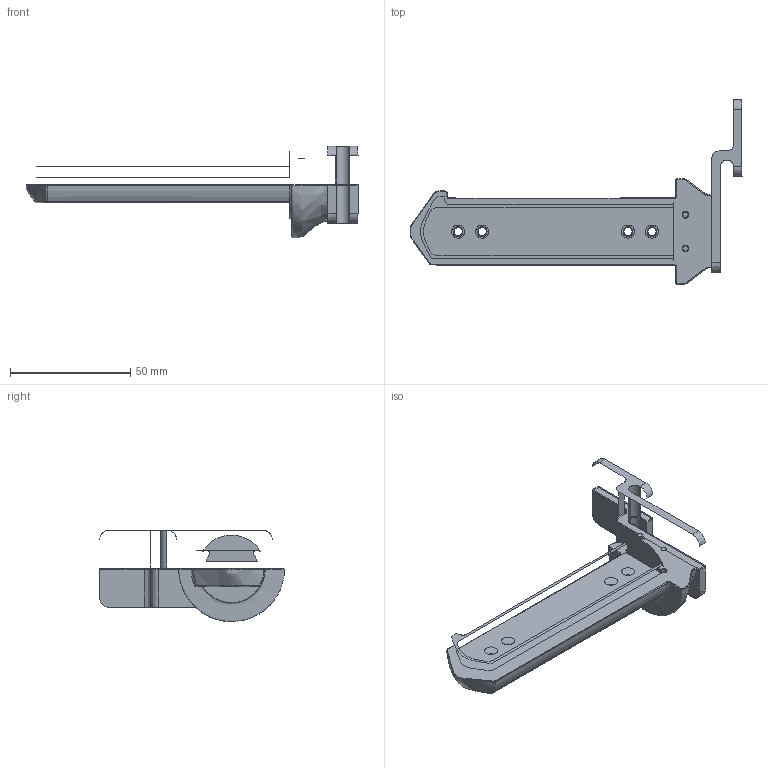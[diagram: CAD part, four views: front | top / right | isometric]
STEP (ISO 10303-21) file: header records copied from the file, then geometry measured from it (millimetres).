
FILE_DESCRIPTION(/* description */ (''),/* implementation_level */ '2;1');
FILE_NAME(/* name */ 'SVOREH~H',/* time_stamp */ '2013-04-11T18:43:07+02:00',/* author */ (''),/* organization */ (''),/* preprocessor_version */ 'ST-DEVELOPER v15',/* originating_system */ '',/* authorisation */ '');
FILE_SCHEMA (('AUTOMOTIVE_DESIGN'));
Length unit declared in the file: millimetre
Products named in the file (1): Document
Bounding box: 138.03 x 76.9 x 38 mm (x, y, z)
Surface area: 82288.9 mm2 (no closed solid volume)
Topology: 0 solids, 2 shells, 188 faces, 498 edges, 315 vertices
Faces by surface type: bspline 154, plane 34
Entity records: 11883 total; most frequent: CARTESIAN_POINT 9112, ORIENTED_EDGE 906, EDGE_CURVE 454, B_SPLINE_CURVE_WITH_KNOTS 273, VERTEX_POINT 270, EDGE_LOOP 208, ADVANCED_FACE 188, FACE_OUTER_BOUND 188
